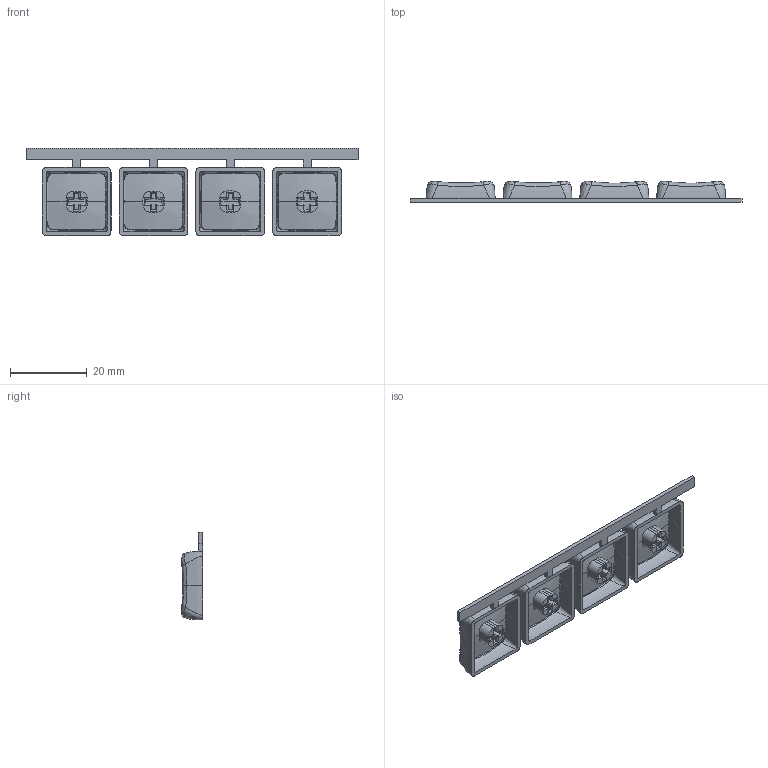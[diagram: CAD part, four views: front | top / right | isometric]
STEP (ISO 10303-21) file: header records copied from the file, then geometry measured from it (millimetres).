
FILE_DESCRIPTION(/* description */ (''),/* implementation_level */ '2;1');
FILE_NAME(/* name */ 'MX-homing-bars-sprue.step',/* time_stamp */ '2022-12-02T15:44:09+02:00',/* author */ (''),/* organization */ (''),/* preprocessor_version */ 'ST-DEVELOPER v19.2',/* originating_system */ 'Autodesk Translation Framework v11.17.0.187',/* authorisation */ '');
FILE_SCHEMA (('AUTOMOTIVE_DESIGN { 1 0 10303 214 3 1 1 }'));
Length unit declared in the file: millimetre
Products named in the file (1): MX-homing-bars-sprue
Bounding box: 86.36 x 5.48 x 22.87 mm (x, y, z)
Volume: 2893.3 mm3; surface area: 5855.4 mm2
Topology: 5 solids, 5 shells, 484 faces, 1154 edges, 690 vertices
Faces by surface type: bspline 214, cylinder 140, plane 114, sphere 16
Entity records: 25243 total; most frequent: CARTESIAN_POINT 15401, ORIENTED_EDGE 2308, DIRECTION 1602, EDGE_CURVE 1154, VERTEX_POINT 690, AXIS2_PLACEMENT_3D 619, EDGE_LOOP 494, FACE_OUTER_BOUND 484
